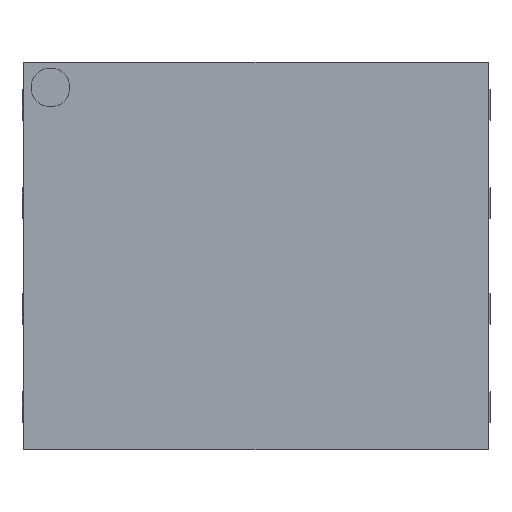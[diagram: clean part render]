
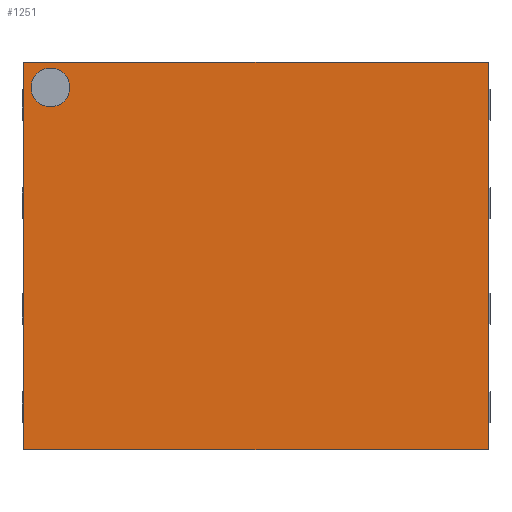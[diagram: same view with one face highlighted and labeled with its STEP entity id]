
A CAD part, top view. The second image highlights one B-rep face of the part: STEP entity #1251.
In plain terms, the highlighted planar face has unit normal (0, 0, 1).
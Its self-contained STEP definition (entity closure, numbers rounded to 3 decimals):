
#15=FACE_BOUND('',#186,.T.);
#50=CIRCLE('',#1340,0.25);
#122=FACE_OUTER_BOUND('',#185,.T.);
#185=EDGE_LOOP('',(#1132,#1133,#1134,#1135));
#186=EDGE_LOOP('',(#1136));
#204=LINE('',#1706,#360);
#236=LINE('',#1775,#392);
#341=LINE('',#2013,#497);
#342=LINE('',#2015,#498);
#360=VECTOR('',#1383,10.);
#392=VECTOR('',#1433,10.);
#497=VECTOR('',#1658,10.);
#498=VECTOR('',#1661,10.);
#512=VERTEX_POINT('',#1703);
#513=VERTEX_POINT('',#1705);
#540=VERTEX_POINT('',#1772);
#541=VERTEX_POINT('',#1774);
#613=VERTEX_POINT('',#2006);
#634=EDGE_CURVE('',#513,#512,#204,.T.);
#668=EDGE_CURVE('',#541,#540,#236,.T.);
#784=EDGE_CURVE('',#613,#613,#50,.T.);
#787=EDGE_CURVE('',#512,#541,#341,.T.);
#788=EDGE_CURVE('',#540,#513,#342,.T.);
#1132=ORIENTED_EDGE('',*,*,#668,.T.);
#1133=ORIENTED_EDGE('',*,*,#788,.T.);
#1134=ORIENTED_EDGE('',*,*,#634,.T.);
#1135=ORIENTED_EDGE('',*,*,#787,.T.);
#1136=ORIENTED_EDGE('',*,*,#784,.T.);
#1189=PLANE('',#1345);
#1251=ADVANCED_FACE('',(#122,#15),#1189,.T.);
#1340=AXIS2_PLACEMENT_3D('',#2007,#1649,#1650);
#1345=AXIS2_PLACEMENT_3D('',#2016,#1662,#1663);
#1383=DIRECTION('',(0.,1.,0.));
#1433=DIRECTION('',(0.,-1.,0.));
#1649=DIRECTION('center_axis',(0.,0.,-1.));
#1650=DIRECTION('ref_axis',(-1.,0.,0.));
#1658=DIRECTION('',(-1.,0.,0.));
#1661=DIRECTION('',(1.,0.,0.));
#1662=DIRECTION('center_axis',(0.,0.,1.));
#1663=DIRECTION('ref_axis',(1.,0.,0.));
#1703=CARTESIAN_POINT('',(6.,5.,0.75));
#1705=CARTESIAN_POINT('',(6.,0.,0.75));
#1706=CARTESIAN_POINT('',(6.,0.,0.75));
#1772=CARTESIAN_POINT('',(0.,0.,0.75));
#1774=CARTESIAN_POINT('',(0.,5.,0.75));
#1775=CARTESIAN_POINT('',(0.,5.,0.75));
#2006=CARTESIAN_POINT('',(0.597,4.674,0.75));
#2007=CARTESIAN_POINT('Origin',(0.347,4.674,0.75));
#2013=CARTESIAN_POINT('',(6.,5.,0.75));
#2015=CARTESIAN_POINT('',(0.,0.,0.75));
#2016=CARTESIAN_POINT('Origin',(3.,2.5,0.75));
